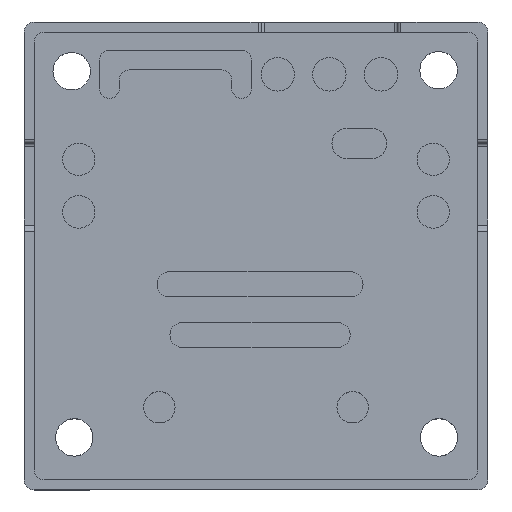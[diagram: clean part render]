
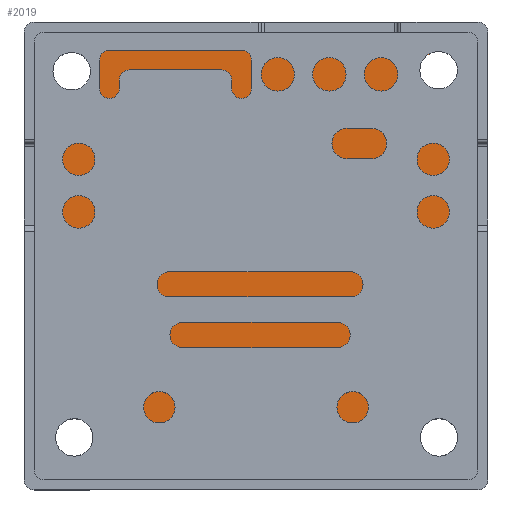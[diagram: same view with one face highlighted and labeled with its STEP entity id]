
A CAD part, top view. The second image highlights one B-rep face of the part: STEP entity #2019.
In plain terms, the highlighted planar face has unit normal (0, 0, 1).
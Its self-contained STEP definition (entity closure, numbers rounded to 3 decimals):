
#51=FACE_BOUND('',#321,.T.);
#52=FACE_BOUND('',#322,.T.);
#94=PLANE('',#2224);
#186=FACE_OUTER_BOUND('',#320,.T.);
#320=EDGE_LOOP('',(#1773,#1774,#1775,#1776,#1777,#1778,#1779,#1780));
#321=EDGE_LOOP('',(#1781));
#322=EDGE_LOOP('',(#1782));
#488=LINE('',#3336,#669);
#492=LINE('',#3345,#673);
#495=LINE('',#3353,#676);
#496=LINE('',#3355,#677);
#497=LINE('',#3357,#678);
#498=LINE('',#3358,#679);
#669=VECTOR('',#2747,10.);
#673=VECTOR('',#2753,10.);
#676=VECTOR('',#2760,10.);
#677=VECTOR('',#2761,10.);
#678=VECTOR('',#2762,10.);
#679=VECTOR('',#2763,10.);
#798=CIRCLE('',#2225,1.85);
#799=CIRCLE('',#2226,1.85);
#800=CIRCLE('',#2227,1.85);
#801=CIRCLE('',#2228,1.85);
#972=VERTEX_POINT('',#3332);
#974=VERTEX_POINT('',#3335);
#976=VERTEX_POINT('',#3341);
#978=VERTEX_POINT('',#3344);
#980=VERTEX_POINT('',#3350);
#981=VERTEX_POINT('',#3352);
#982=VERTEX_POINT('',#3354);
#983=VERTEX_POINT('',#3356);
#984=VERTEX_POINT('',#3360);
#985=VERTEX_POINT('',#3362);
#1244=EDGE_CURVE('',#974,#972,#488,.T.);
#1248=EDGE_CURVE('',#978,#976,#492,.T.);
#1251=EDGE_CURVE('',#980,#972,#798,.T.);
#1252=EDGE_CURVE('',#980,#981,#495,.T.);
#1253=EDGE_CURVE('',#981,#982,#496,.T.);
#1254=EDGE_CURVE('',#982,#983,#497,.T.);
#1255=EDGE_CURVE('',#983,#978,#498,.T.);
#1256=EDGE_CURVE('',#974,#976,#799,.T.);
#1257=EDGE_CURVE('',#984,#984,#800,.T.);
#1258=EDGE_CURVE('',#985,#985,#801,.T.);
#1773=ORIENTED_EDGE('',*,*,#1251,.F.);
#1774=ORIENTED_EDGE('',*,*,#1252,.T.);
#1775=ORIENTED_EDGE('',*,*,#1253,.T.);
#1776=ORIENTED_EDGE('',*,*,#1254,.T.);
#1777=ORIENTED_EDGE('',*,*,#1255,.T.);
#1778=ORIENTED_EDGE('',*,*,#1248,.T.);
#1779=ORIENTED_EDGE('',*,*,#1256,.F.);
#1780=ORIENTED_EDGE('',*,*,#1244,.T.);
#1781=ORIENTED_EDGE('',*,*,#1257,.F.);
#1782=ORIENTED_EDGE('',*,*,#1258,.F.);
#2019=ADVANCED_FACE('',(#186,#51,#52),#94,.F.);
#2224=AXIS2_PLACEMENT_3D('',#3349,#2756,#2757);
#2225=AXIS2_PLACEMENT_3D('',#3351,#2758,#2759);
#2226=AXIS2_PLACEMENT_3D('',#3359,#2764,#2765);
#2227=AXIS2_PLACEMENT_3D('',#3361,#2766,#2767);
#2228=AXIS2_PLACEMENT_3D('',#3363,#2768,#2769);
#2747=DIRECTION('',(1.,0.,0.));
#2753=DIRECTION('',(1.,0.,0.));
#2756=DIRECTION('center_axis',(0.,0.,-1.));
#2757=DIRECTION('ref_axis',(0.,-1.,0.));
#2758=DIRECTION('center_axis',(0.,0.,1.));
#2759=DIRECTION('ref_axis',(1.,0.,0.));
#2760=DIRECTION('',(1.,0.,0.));
#2761=DIRECTION('',(0.,1.,0.));
#2762=DIRECTION('',(-1.,0.,0.));
#2763=DIRECTION('',(0.,-1.,0.));
#2764=DIRECTION('center_axis',(0.,0.,1.));
#2765=DIRECTION('ref_axis',(1.,0.,0.));
#2766=DIRECTION('center_axis',(0.,0.,1.));
#2767=DIRECTION('ref_axis',(1.,0.,0.));
#2768=DIRECTION('center_axis',(0.,0.,1.));
#2769=DIRECTION('ref_axis',(1.,0.,0.));
#3332=CARTESIAN_POINT('',(38.296,5.11,-6.95));
#3335=CARTESIAN_POINT('',(4.624,5.11,-6.95));
#3336=CARTESIAN_POINT('',(21.4,5.11,-6.95));
#3341=CARTESIAN_POINT('',(2.276,5.11,-6.95));
#3344=CARTESIAN_POINT('',(-0.5,5.11,-6.95));
#3345=CARTESIAN_POINT('',(21.4,5.11,-6.95));
#3349=CARTESIAN_POINT('Origin',(21.4,41.92,-6.95));
#3350=CARTESIAN_POINT('',(40.644,5.11,-6.95));
#3351=CARTESIAN_POINT('Origin',(39.47,3.68,-6.95));
#3352=CARTESIAN_POINT('',(43.3,5.11,-6.95));
#3353=CARTESIAN_POINT('',(21.4,5.11,-6.95));
#3354=CARTESIAN_POINT('',(43.3,41.92,-6.95));
#3355=CARTESIAN_POINT('',(43.3,14.313,-6.95));
#3356=CARTESIAN_POINT('',(-0.5,41.92,-6.95));
#3357=CARTESIAN_POINT('',(21.4,41.92,-6.95));
#3358=CARTESIAN_POINT('',(-0.5,32.718,-6.95));
#3359=CARTESIAN_POINT('Origin',(3.45,3.68,-6.95));
#3360=CARTESIAN_POINT('',(37.58,39.95,-6.95));
#3361=CARTESIAN_POINT('Origin',(39.43,39.95,-6.95));
#3362=CARTESIAN_POINT('',(1.35,39.85,-6.95));
#3363=CARTESIAN_POINT('Origin',(3.2,39.85,-6.95));
